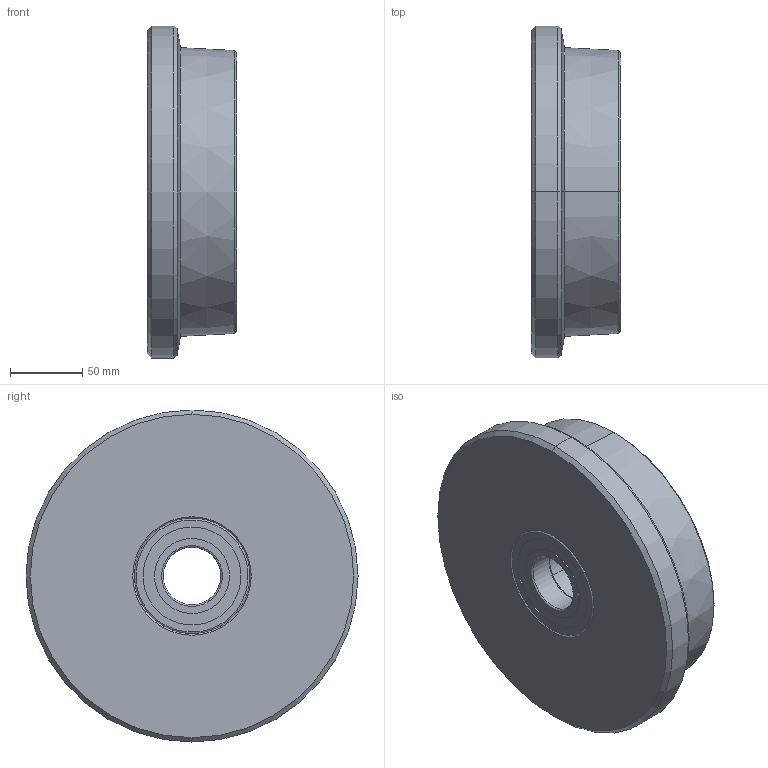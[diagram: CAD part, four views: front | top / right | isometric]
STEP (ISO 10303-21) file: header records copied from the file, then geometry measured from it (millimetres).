
FILE_DESCRIPTION (( 'STEP AP214' ), '1' );
FILE_NAME ('0023948.step', '2021-04-19T08:47:37', ( '' ), ( '' ), 'SwSTEP 2.0', 'SolidWorks 2020', '' );
FILE_SCHEMA (( 'AUTOMOTIVE_DESIGN' ));
Length unit declared in the file: millimetre
Products named in the file (1): 0023948
Bounding box: 62 x 230 x 230 mm (x, y, z)
Volume: 1981408.7 mm3; surface area: 180349.1 mm2
Topology: 4 solids, 8 shells, 112 faces, 224 edges, 134 vertices
Faces by surface type: cylinder 52, torus 24, plane 22, cone 14
Entity records: 4255 total; most frequent: DIRECTION 608, CARTESIAN_POINT 471, ORIENTED_EDGE 448, AXIS2_PLACEMENT_3D 271, EDGE_CURVE 224, CIRCLE 158, EDGE_LOOP 134, VERTEX_POINT 134
